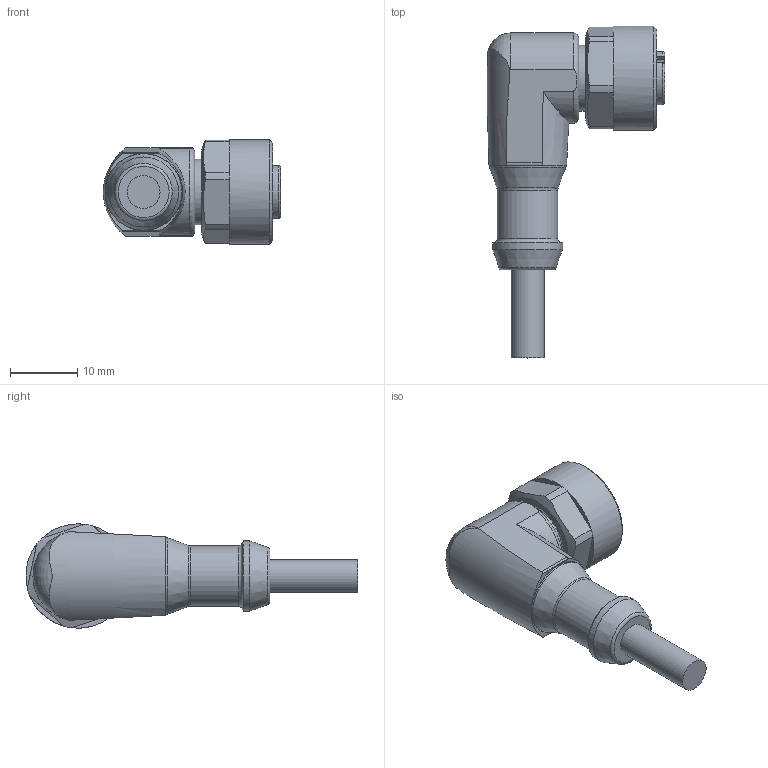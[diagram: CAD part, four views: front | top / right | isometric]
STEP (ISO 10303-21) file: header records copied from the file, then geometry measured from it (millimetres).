
FILE_DESCRIPTION(/* description */ ('Alibre Inc.'),/* implementation_level */ '2;1');
FILE_NAME(/* name */ 'export-4CDB006E-73B7-4496-BEDB-EBD0503EFA93',/* time_stamp */ '2019-03-26T15:35:32+01:00',/* author */ (''),/* organization */ (''),/* preprocessor_version */ 'ST-DEVELOPER v17',/* originating_system */ 'Alibre',/* authorisation */ '');
FILE_SCHEMA (('AUTOMOTIVE_DESIGN'));
Length unit declared in the file: millimetre
Products named in the file (1): _EVC004
Bounding box: 26.32 x 49.31 x 15.5 mm (x, y, z)
Volume: 5659.6 mm3; surface area: 2920.7 mm2
Topology: 1 solids, 1 shells, 69 faces, 168 edges, 101 vertices
Faces by surface type: plane 33, cylinder 19, cone 9, torus 8
Full cylindrical faces by diameter (mm): 4.9 x1, 9 x1, 9.8 x1, 10.4 x1, 10.917 x1, 15.498 x1
Entity records: 2256 total; most frequent: CARTESIAN_POINT 806, ORIENTED_EDGE 278, DIRECTION 273, EDGE_CURVE 139, AXIS2_PLACEMENT_3D 131, VERTEX_POINT 97, EDGE_LOOP 94, FACE_BOUND 94
